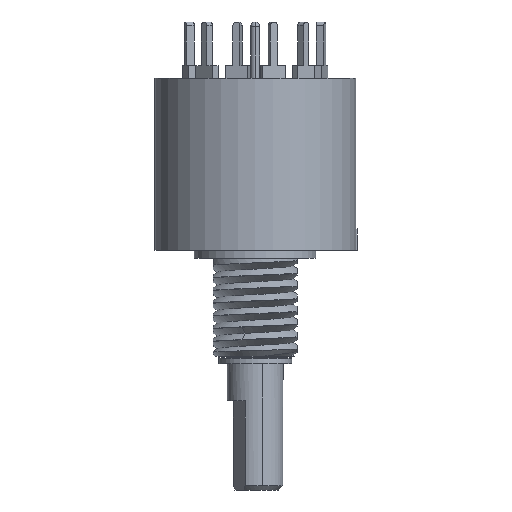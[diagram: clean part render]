
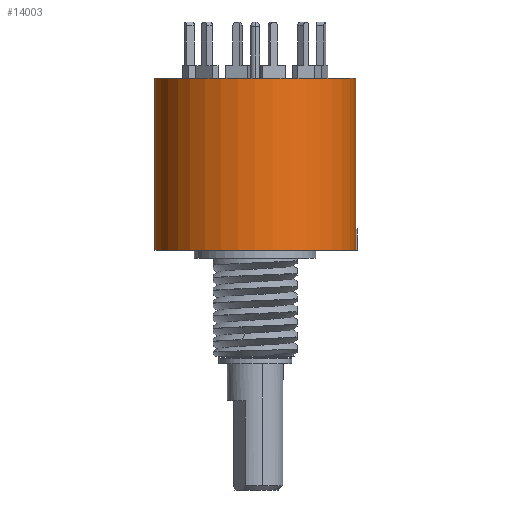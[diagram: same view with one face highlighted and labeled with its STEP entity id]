
A CAD part, front view. The second image highlights one B-rep face of the part: STEP entity #14003.
In plain terms, the highlighted cylindrical face has radius 7.163 mm (diameter 14.326 mm), a partial arc.
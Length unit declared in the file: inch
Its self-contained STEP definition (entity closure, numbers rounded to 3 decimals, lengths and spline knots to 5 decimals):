
#2598=DIRECTION('',(0.,0.,-1.));
#2599=VECTOR('',#2598,0.423);
#2600=CARTESIAN_POINT('',(0.282,0.,0.415));
#2601=LINE('',#2600,#2599);
#2607=DIRECTION('',(0.,0.,-1.));
#2608=VECTOR('',#2607,0.483);
#2609=CARTESIAN_POINT('',(-0.282,0.,0.415));
#2610=LINE('',#2609,#2608);
#2630=CARTESIAN_POINT('',(0.,0.,-0.068));
#2631=DIRECTION('',(0.,0.,-1.));
#2632=DIRECTION('',(1.,0.,0.));
#2633=AXIS2_PLACEMENT_3D('',#2630,#2631,#2632);
#2639=DIRECTION('',(0.,0.,-1.));
#2640=VECTOR('',#2639,0.06);
#2641=CARTESIAN_POINT('',(0.282,0.,-0.008));
#2642=LINE('',#2641,#2640);
#2643=CARTESIAN_POINT('',(0.,0.,0.415));
#2644=DIRECTION('',(0.,0.,-1.));
#2645=DIRECTION('',(1.,0.,0.));
#2646=AXIS2_PLACEMENT_3D('',#2643,#2644,#2645);
#9174=CARTESIAN_POINT('',(-0.282,0.,0.415));
#9175=CARTESIAN_POINT('',(-0.282,0.,-0.068));
#9176=VERTEX_POINT('',#9174);
#9177=VERTEX_POINT('',#9175);
#9186=CARTESIAN_POINT('',(0.282,0.,0.415));
#9187=VERTEX_POINT('',#9186);
#9476=CARTESIAN_POINT('',(0.282,0.,-0.008));
#9477=CARTESIAN_POINT('',(0.282,0.,-0.068));
#9478=VERTEX_POINT('',#9476);
#9479=VERTEX_POINT('',#9477);
#13990=CARTESIAN_POINT('',(0.,0.,0.454));
#13991=DIRECTION('',(0.,0.,-1.));
#13992=DIRECTION('',(1.,0.,0.));
#13993=AXIS2_PLACEMENT_3D('',#13990,#13991,#13992);
#13994=CYLINDRICAL_SURFACE('',#13993,0.282);
#13996=ORIENTED_EDGE('',*,*,#13995,.T.);
#13997=ORIENTED_EDGE('',*,*,#13977,.T.);
#13998=ORIENTED_EDGE('',*,*,#13934,.F.);
#13999=ORIENTED_EDGE('',*,*,#13915,.F.);
#14000=ORIENTED_EDGE('',*,*,#13931,.T.);
#14001=EDGE_LOOP('',(#13996,#13997,#13998,#13999,#14000));
#14002=FACE_OUTER_BOUND('',#14001,.F.);
#14003=ADVANCED_FACE('',(#14002),#13994,.T.);
#2634=CIRCLE('',#2633,0.282);
#2647=CIRCLE('',#2646,0.282);
#13915=EDGE_CURVE('',#9187,#9176,#2647,.T.);
#13931=EDGE_CURVE('',#9187,#9478,#2601,.T.);
#13934=EDGE_CURVE('',#9176,#9177,#2610,.T.);
#13977=EDGE_CURVE('',#9479,#9177,#2634,.T.);
#13995=EDGE_CURVE('',#9478,#9479,#2642,.T.);
